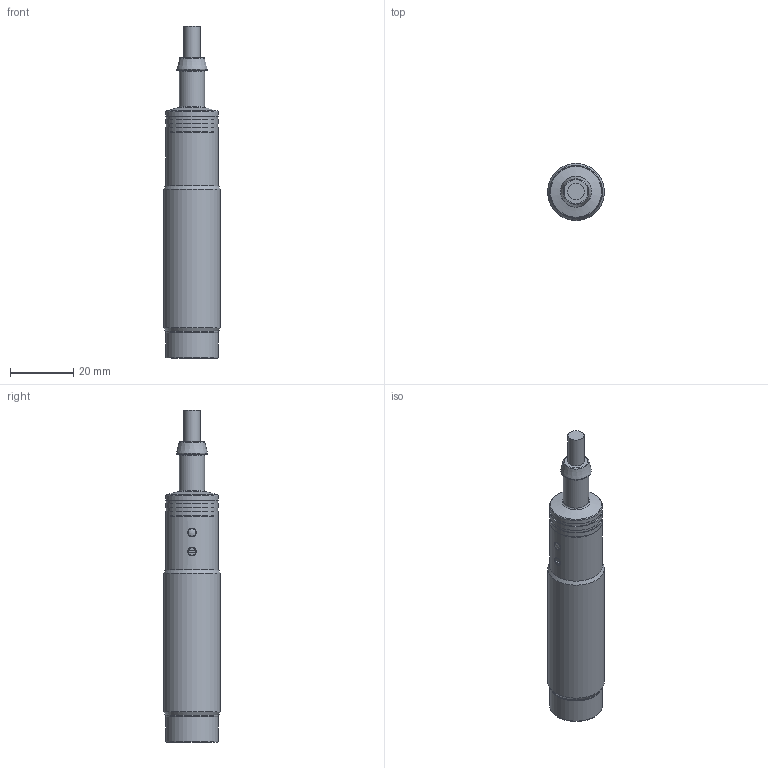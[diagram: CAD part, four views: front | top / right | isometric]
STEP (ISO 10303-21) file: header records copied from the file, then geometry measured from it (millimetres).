
FILE_DESCRIPTION(/* description */ (''),/* implementation_level */ '2;1');
FILE_NAME(/* name */ 'CA18HLN12xA.stp',/* time_stamp */ '2017-10-09T11:57:31+02:00',/* author */ ('tvb'),/* organization */ (''),/* preprocessor_version */ 'ST-DEVELOPER v16.1',/* originating_system */ 'Autodesk Inventor 2016',/* authorisation */ '');
FILE_SCHEMA (('AUTOMOTIVE_DESIGN { 1 0 10303 214 3 1 1 }'));
Length unit declared in the file: centimetre
Products named in the file (1): CA18HLN12xA
Bounding box: 18 x 18 x 105.1 mm (x, y, z)
Volume: 19842 mm3; surface area: 5520 mm2
Topology: 2 solids, 3 shells, 49 faces, 87 edges, 55 vertices
Faces by surface type: plane 20, cylinder 16, torus 8, cone 4, sphere 1
Full cylindrical faces by diameter (mm): 2.4 x2, 2.7 x3, 5.2 x1, 8 x1, 16.2 x2, 16.6 x3, 16.7 x1, 16.75 x2, 18 x1
Entity records: 1092 total; most frequent: CARTESIAN_POINT 218, DIRECTION 194, ORIENTED_EDGE 106, AXIS2_PLACEMENT_3D 93, EDGE_LOOP 88, EDGE_CURVE 53, FACE_OUTER_BOUND 49, VERTEX_POINT 49
